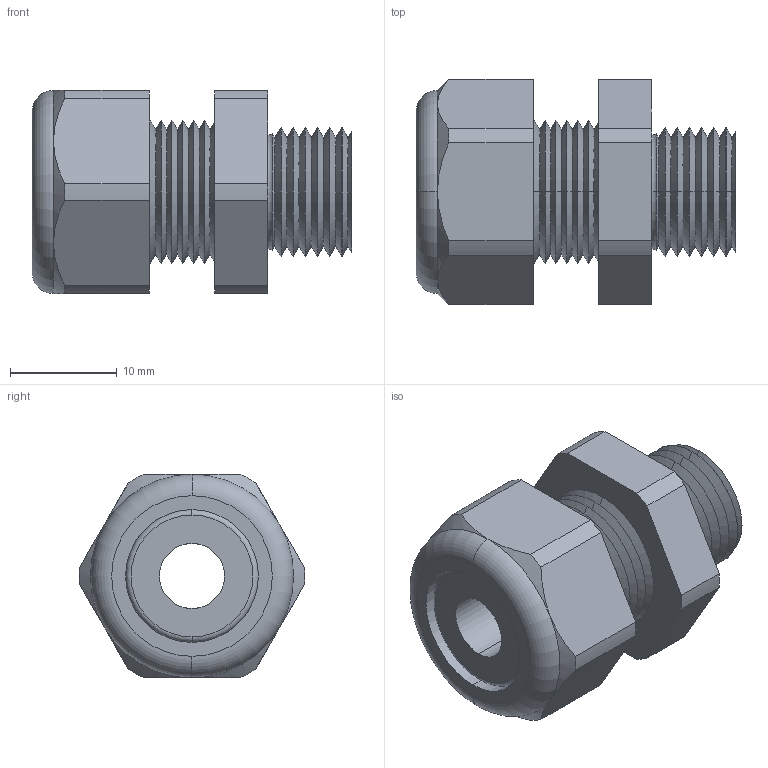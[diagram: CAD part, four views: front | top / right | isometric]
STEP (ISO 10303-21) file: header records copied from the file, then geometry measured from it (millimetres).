
FILE_DESCRIPTION (( 'STEP AP203' ), '1' );
FILE_NAME ('CD07GR-GY.STEP', '2008-05-26T11:06:50', ( 'Baystate01' ), ( 'Baystate' ), 'SwSTEP 2.0', 'SolidWorks 2007', '' );
FILE_SCHEMA (( 'CONFIG_CONTROL_DESIGN' ));
Length unit declared in the file: inch
Products named in the file (1): CD07GR-GY
Bounding box: 29.97 x 21.14 x 19.05 mm (x, y, z)
Volume: 5381.2 mm3; surface area: 4495 mm2
Topology: 2 solids, 2 shells, 112 faces, 244 edges, 140 vertices
Faces by surface type: cone 62, cylinder 22, plane 20, torus 8
Entity records: 3161 total; most frequent: DIRECTION 582, CARTESIAN_POINT 569, ORIENTED_EDGE 488, EDGE_CURVE 244, AXIS2_PLACEMENT_3D 237, VERTEX_POINT 140, CIRCLE 124, EDGE_LOOP 120
